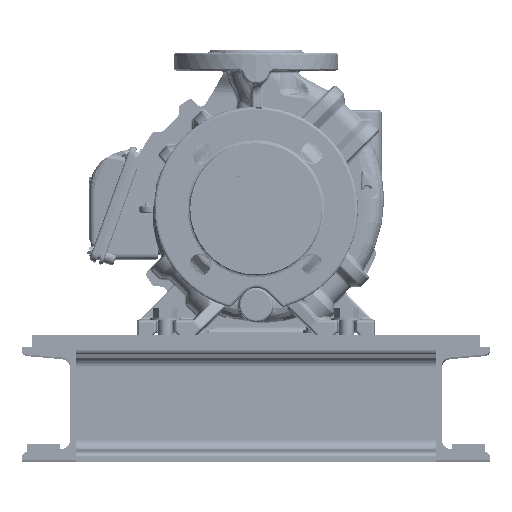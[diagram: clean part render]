
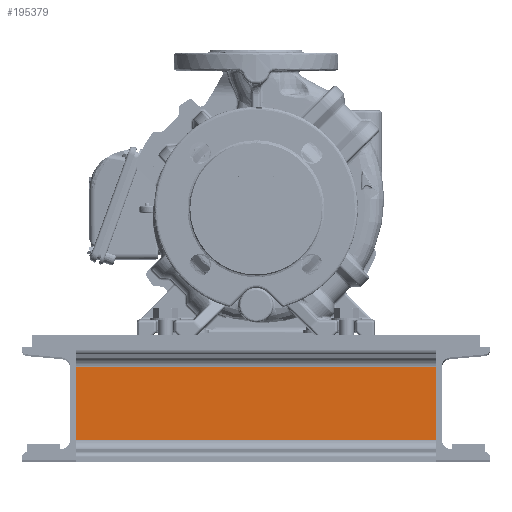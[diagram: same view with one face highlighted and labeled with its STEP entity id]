
A CAD part, top view. The second image highlights one B-rep face of the part: STEP entity #195379.
In plain terms, the highlighted face is planar.
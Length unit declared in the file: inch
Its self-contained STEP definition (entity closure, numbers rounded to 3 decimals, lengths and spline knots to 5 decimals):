
#6209 = ORIENTED_EDGE ( 'NONE', *, *, #277230, .F. ) ;
#19028 = VERTEX_POINT ( 'NONE', #35865 ) ;
#35865 = CARTESIAN_POINT ( 'NONE',  ( 0.20866, -1.26264, 6.25 ) ) ;
#41478 = EDGE_CURVE ( 'NONE', #430630, #194420, #44472, .T. ) ;
#44472 = LINE ( 'NONE', #221141, #142102 ) ;
#57120 = EDGE_CURVE ( 'NONE', #430630, #397428, #174656, .T. ) ;
#73361 = LINE ( 'NONE', #138341, #379972 ) ;
#99083 = DIRECTION ( 'NONE',  ( 0., 0., 1. ) ) ;
#138341 = CARTESIAN_POINT ( 'NONE',  ( 0.20866, -1.26264, -6.25 ) ) ;
#142102 = VECTOR ( 'NONE', #422509, 39.37008 ) ;
#168452 = FACE_OUTER_BOUND ( 'NONE', #178157, .T. ) ;
#174656 = LINE ( 'NONE', #337995, #441744 ) ;
#178157 = EDGE_LOOP ( 'NONE', ( #228491, #341345, #6209, #377793 ) ) ;
#194420 = VERTEX_POINT ( 'NONE', #243813 ) ;
#195379 = ADVANCED_FACE ( 'NONE', ( #168452 ), #300459, .F. ) ;
#196082 = CARTESIAN_POINT ( 'NONE',  ( 0.20866, 1.26264, 6.25 ) ) ;
#205878 = CARTESIAN_POINT ( 'NONE',  ( 0.20866, 1.26264, 6.25 ) ) ;
#210666 = VECTOR ( 'NONE', #317472, 39.37008 ) ;
#221141 = CARTESIAN_POINT ( 'NONE',  ( 0.20866, 1.26264, -6.25 ) ) ;
#228491 = ORIENTED_EDGE ( 'NONE', *, *, #57120, .T. ) ;
#241245 = DIRECTION ( 'NONE',  ( 0., 0., 1. ) ) ;
#243813 = CARTESIAN_POINT ( 'NONE',  ( 0.20866, -1.26264, -6.25 ) ) ;
#246022 = LINE ( 'NONE', #205878, #210666 ) ;
#266941 = DIRECTION ( 'NONE',  ( -1., 0., 0. ) ) ;
#270829 = AXIS2_PLACEMENT_3D ( 'NONE', #436908, #266941, #99083 ) ;
#277230 = EDGE_CURVE ( 'NONE', #194420, #19028, #73361, .T. ) ;
#300459 = PLANE ( 'NONE',  #270829 ) ;
#317472 = DIRECTION ( 'NONE',  ( 0., -1., 0. ) ) ;
#322256 = EDGE_CURVE ( 'NONE', #397428, #19028, #246022, .T. ) ;
#337995 = CARTESIAN_POINT ( 'NONE',  ( 0.20866, 1.26264, -6.25 ) ) ;
#341345 = ORIENTED_EDGE ( 'NONE', *, *, #322256, .T. ) ;
#373769 = DIRECTION ( 'NONE',  ( 0., 0., 1. ) ) ;
#377793 = ORIENTED_EDGE ( 'NONE', *, *, #41478, .F. ) ;
#379972 = VECTOR ( 'NONE', #241245, 39.37008 ) ;
#396957 = CARTESIAN_POINT ( 'NONE',  ( 0.20866, 1.26264, -6.25 ) ) ;
#397428 = VERTEX_POINT ( 'NONE', #196082 ) ;
#422509 = DIRECTION ( 'NONE',  ( 0., -1., 0. ) ) ;
#430630 = VERTEX_POINT ( 'NONE', #396957 ) ;
#436908 = CARTESIAN_POINT ( 'NONE',  ( 0.20866, 1.26264, -6.25 ) ) ;
#441744 = VECTOR ( 'NONE', #373769, 39.37008 ) ;
